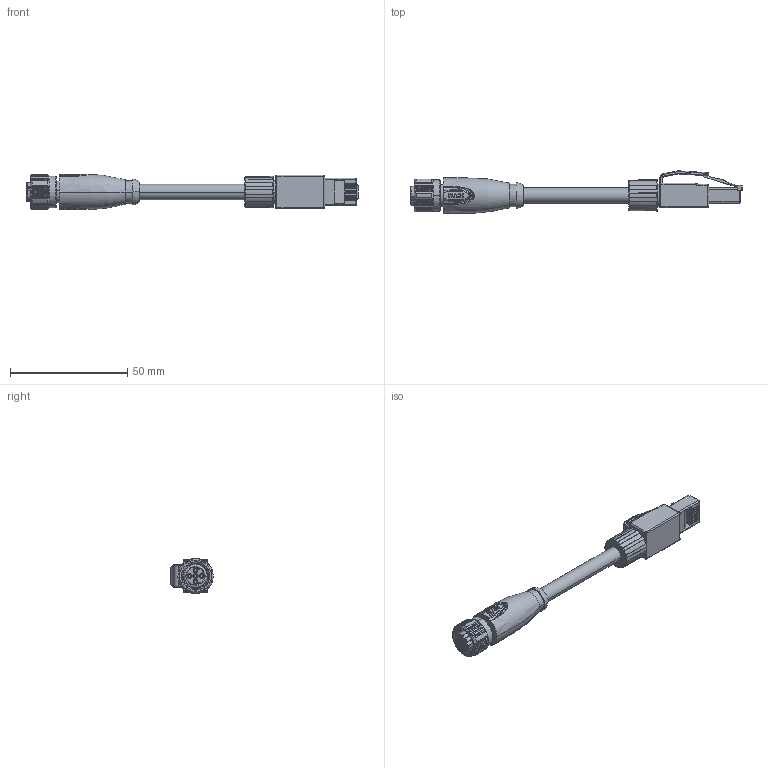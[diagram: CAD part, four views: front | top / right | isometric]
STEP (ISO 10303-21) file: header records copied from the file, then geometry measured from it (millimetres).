
FILE_DESCRIPTION((''),'2;1');
FILE_NAME('ASM0017_SW0001','2024-04-01T',('13001'),(''),'PRO/ENGINEER BY PARAMETRIC TECHNOLOGY CORPORATION, 2012480','PRO/ENGINEER BY PARAMETRIC TECHNOLOGY CORPORATION, 2012480','');
FILE_SCHEMA(('CONFIG_CONTROL_DESIGN'));
Length unit declared in the file: inch
Products named in the file (1): ASM0017_SW0001
Bounding box: 141.3 x 17.99 x 15.2 mm (x, y, z)
Volume: 12513.2 mm3; surface area: 8702.1 mm2
Topology: 1 solids, 1 shells, 802 faces, 2240 edges, 1436 vertices
Faces by surface type: plane 402, cylinder 251, cone 62, bspline 30, sphere 22, torus 19, revolution 10, extrusion 6
Entity records: 32899 total; most frequent: CARTESIAN_POINT 12877, ORIENTED_EDGE 4428, DIRECTION 3940, EDGE_CURVE 2214, AXIS2_PLACEMENT_3D 1476, VERTEX_POINT 1436, VECTOR 978, LINE 972
